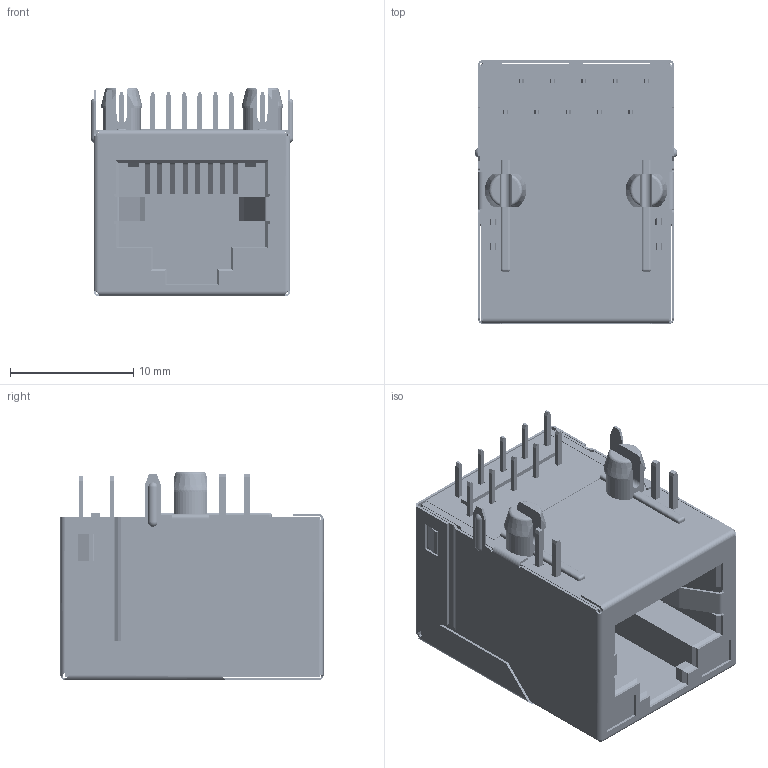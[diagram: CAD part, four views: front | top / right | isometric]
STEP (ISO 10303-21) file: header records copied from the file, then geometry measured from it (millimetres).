
FILE_DESCRIPTION((''),'2;1');
FILE_NAME('21_30_ASSEMLY_3D_ASM','2019-04-10T',('Administrator'),(''),'PRO/ENGINEER BY PARAMETRIC TECHNOLOGY CORPORATION, 2008380','PRO/ENGINEER BY PARAMETRIC TECHNOLOGY CORPORATION, 2008380','');
FILE_SCHEMA(('CONFIG_CONTROL_DESIGN'));
Length unit declared in the file: millimetre
Products named in the file (35): LED_03_01; LED_03_02; MANIFOLD_SOLID_BREP_4073; MANIFOLD_SOLID_BREP_4074; MANIFOLD_SOLID_BREP_4075; MANIFOLD_SOLID_BREP_4076; CIZHU_ASM; _DIANLUBAN_03_BODY; DIANLUBAN_03_BODY_ASM; MANIFOLD_SOLID_BREP_4078; MANIFOLD_SOLID_BREP_4079; MANIFOLD_SOLID_BREP_4080; MANIFOLD_SOLID_BREP_4081; MANIFOLD_SOLID_BREP_4082; MANIFOLD_SOLID_BREP_4083; MANIFOLD_SOLID_BREP_4084; MANIFOLD_SOLID_BREP_4085; MANIFOLD_SOLID_BREP_4086; MANIFOLD_SOLID_BREP_4087; MANIFOLD_SOLID_BREP_4088; MANIFOLD_SOLID_BREP_4089; MANIFOLD_SOLID_BREP_4090; MANIFOLD_SOLID_BREP_4091; MANIFOLD_SOLID_BREP_4092; MANIFOLD_SOLID_BREP_4093; MANIFOLD_SOLID_BREP_4094; MANIFOLD_SOLID_BREP_4095; MANIFOLD_SOLID_BREP_4096; NEIJIA_03_ASM; WAIKE_03_03; TONGKE_PART_ASM; NEIKE_03_02; SULIAOKE_PART_ASM; ASSEMLY_03_ASM; 21_30_ASSEMLY_3D_ASM
Assembly tree (37 placements, depth 5):
  21_30_ASSEMLY_3D_ASM
    ASSEMLY_03_ASM
      LED_03_01
      LED_03_02
      DIANLUBAN_03_BODY_ASM
        CIZHU_ASM  x4
          MANIFOLD_SOLID_BREP_4073
          MANIFOLD_SOLID_BREP_4074
          MANIFOLD_SOLID_BREP_4075
          MANIFOLD_SOLID_BREP_4076
        _DIANLUBAN_03_BODY
      NEIJIA_03_ASM
        MANIFOLD_SOLID_BREP_4078
        MANIFOLD_SOLID_BREP_4079
        MANIFOLD_SOLID_BREP_4080
        MANIFOLD_SOLID_BREP_4081
        MANIFOLD_SOLID_BREP_4082
        MANIFOLD_SOLID_BREP_4083
        MANIFOLD_SOLID_BREP_4084
        MANIFOLD_SOLID_BREP_4085
        MANIFOLD_SOLID_BREP_4086
        MANIFOLD_SOLID_BREP_4087
        MANIFOLD_SOLID_BREP_4088
        MANIFOLD_SOLID_BREP_4089
        MANIFOLD_SOLID_BREP_4090
        MANIFOLD_SOLID_BREP_4091
        MANIFOLD_SOLID_BREP_4092
        MANIFOLD_SOLID_BREP_4093
        MANIFOLD_SOLID_BREP_4094
        MANIFOLD_SOLID_BREP_4095
        MANIFOLD_SOLID_BREP_4096
      TONGKE_PART_ASM
        WAIKE_03_03
      SULIAOKE_PART_ASM
        NEIKE_03_02
Bounding box: 16.45 x 21.35 x 16.9 mm (x, y, z)
Volume: 2154.9 mm3; surface area: 7980.3 mm2
Topology: 40 solids, 40 shells, 6281 faces, 16440 edges, 10208 vertices
Faces by surface type: torus 4356, cylinder 987, plane 922, sphere 12, cone 4
Entity records: 78431 total; most frequent: DIRECTION 15054, CARTESIAN_POINT 13614, ORIENTED_EDGE 13082, EDGE_CURVE 6541, AXIS2_PLACEMENT_3D 6078, VERTEX_POINT 4181, CIRCLE 3565, VECTOR 2898
